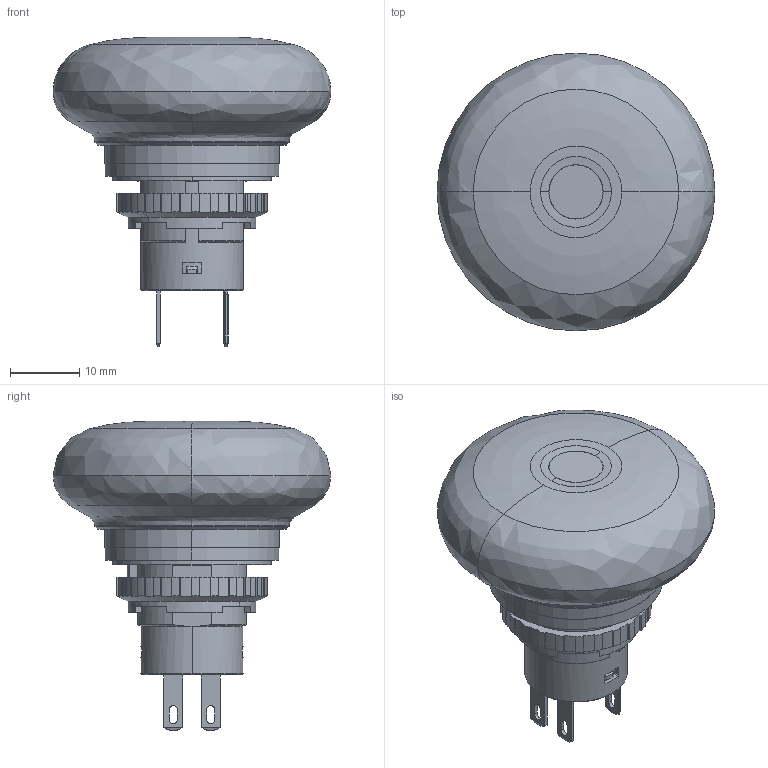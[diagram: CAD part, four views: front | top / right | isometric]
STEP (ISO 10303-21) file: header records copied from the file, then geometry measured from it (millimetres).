
FILE_DESCRIPTION (( 'STEP AP203' ), '1' );
FILE_NAME ('15-AB6E-4BV02PTRH.STEP', '2021-03-10T00:55:35', ( '' ), ( '' ), 'SwSTEP 2.0', 'SolidWorks 2019', '' );
FILE_SCHEMA (( 'CONFIG_CONTROL_DESIGN' ));
Length unit declared in the file: millimetre
Products named in the file (4): XA-LOCK-NUT_蹬怮椔; 15-AB6E-4BV02PTRH; A6-BODY-V-Y_2C_#110_蹬怮椔; A6-HANDLE-BV4-RH_蹬怮椔
Assembly tree (3 placements, depth 2):
  15-AB6E-4BV02PTRH
    A6-BODY-V-Y_2C_#110_蹬怮椔
    A6-HANDLE-BV4-RH_蹬怮椔
    XA-LOCK-NUT_蹬怮椔
Bounding box: 40 x 40 x 44.5 mm (x, y, z)
Volume: 24895.1 mm3; surface area: 7456.3 mm2
Topology: 3 solids, 3 shells, 330 faces, 899 edges, 586 vertices
Faces by surface type: plane 169, cylinder 120, cone 23, bspline 18
Entity records: 11504 total; most frequent: CARTESIAN_POINT 2735, ORIENTED_EDGE 1798, DIRECTION 1740, EDGE_CURVE 899, AXIS2_PLACEMENT_3D 627, VERTEX_POINT 586, VECTOR 486, LINE 486
